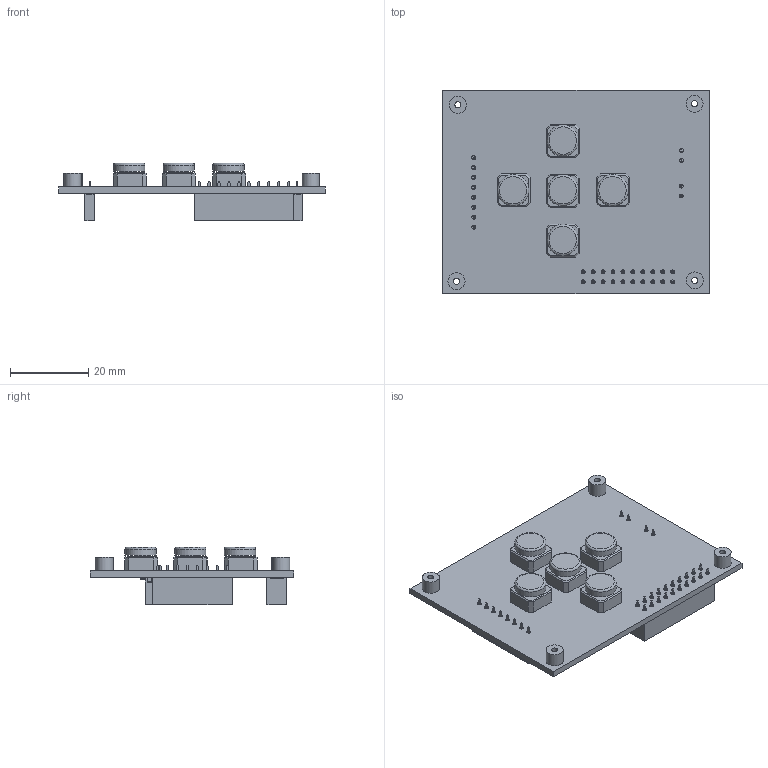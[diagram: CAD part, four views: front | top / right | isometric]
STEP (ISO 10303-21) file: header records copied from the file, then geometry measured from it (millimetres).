
FILE_DESCRIPTION(('KiCad electronic assembly'),'2;1');
FILE_NAME('PacIO.step','2019-11-15T11:49:39',('An Author'),('A Company') ,'Open CASCADE STEP processor 6.9','KiCad to STEP converter','Unknown' );
FILE_SCHEMA(('AUTOMOTIVE_DESIGN { 1 0 10303 214 1 1 1 1 }'));
Length unit declared in the file: millimetre
Products named in the file (18): Open CASCADE STEP translator 6.9 1; SMT-Standoff; SOLID; ButtonMount; ButtonCap; C_0805_2012Metric; PinSocket_1x02_P2.54mm_Vertical; PinSocket_1x08_P2.54mm_Vertical; PinSocket_2x10_P2.54mm_Vertical; R_0805_2012Metric; COMPOUND
Assembly tree (35 placements, depth 3):
  Open CASCADE STEP translator 6.9 1
    SMT-Standoff  x4
      SOLID
    ButtonMount  x5
      SOLID
    ButtonCap  x5
      SOLID
    C_0805_2012Metric  x3
      SOLID
    PinSocket_1x02_P2.54mm_Vertical  x2
      SOLID
    PinSocket_1x08_P2.54mm_Vertical
      SOLID
    PinSocket_2x10_P2.54mm_Vertical
      SOLID
    R_0805_2012Metric  x5
      SOLID
    COMPOUND
Bounding box: 68 x 52 x 14.7 mm (x, y, z)
Volume: 8873.1 mm3; surface area: 12235.1 mm2
Topology: 27 solids, 27 shells, 1447 faces, 3633 edges, 2356 vertices
Faces by surface type: plane 1298, cylinder 139, torus 10
Full cylindrical faces by diameter (mm): 1 x32, 1.567 x4, 2.8 x4, 3 x4, 3.5 x5, 4.35 x4, 6 x5, 8 x5
Entity records: 76962 total; most frequent: CARTESIAN_POINT 12062, DIRECTION 10648, LINE 8118, VECTOR 8118, ORIENTED_EDGE 5588, PCURVE 5588, DEFINITIONAL_REPRESENTATION 5588, EDGE_CURVE 2794
